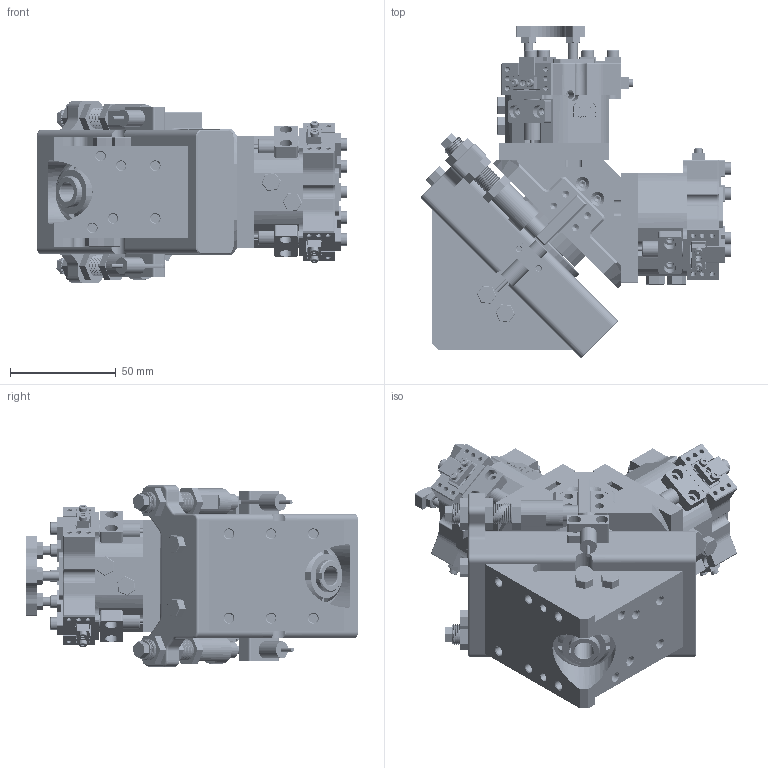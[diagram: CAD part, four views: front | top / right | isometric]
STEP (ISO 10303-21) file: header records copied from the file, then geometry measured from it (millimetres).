
FILE_DESCRIPTION (( 'STEP AP203' ), '1' );
FILE_NAME ('TG12-TZ33-60-180¡ã.STEP', '2024-12-20T05:53:23', ( 'USER-' ), ( 'Microsoft' ), 'SwSTEP 2.0', 'SolidWorks 2018', '' );
FILE_SCHEMA (( 'CONFIG_CONTROL_DESIGN' ));
Length unit declared in the file: millimetre
Products named in the file (59): TG12-W-G.sldasm-Part-14; TG12-W-G.sldasm-Part-5; 揤輸蚾饜极; TG12-W-G.sldasm-Part-73; TG12-W-G.sldasm-Part-83; 埴翐芛_GB_FASTENER_SCREWS_HSHCS M2X8-N; TZ33-60杅耀.sldasm-Part-4; TG12-W-G.sldasm-Part-69; TG12-TZ33-60-180°; TG12-W-G.sldasm-Part-87; TZ33-60-M-08-A 芢啣; TZ33-60杅耀.sldasm-Part-22; 蟀諉啣6; TG12; TZ33-60杅耀.sldasm-Part-6; TZ33-60杅耀.sldasm-Part-19; TG12-W-G.sldasm-Part-7; 25x12-R3; TZ33-60杅耀.sldasm-Part-26; TG12-W-G.sldasm-Part-81; TG12-W-G.sldasm-Part-80; TG12-W-02-G-B 眻褒輸; TG12-W-G.sldasm-Part-9; TZ33-60; TZ33-60杅耀.sldasm-Part-11; TZ33-60杅耀.sldasm-Part-25; TZ33-60杅耀.sldasm-Part-9; TG12-W-G.sldasm-Part-6; TG12-W-08-A 癹弇輸.step; 12x8-R2; TG12-W-G.sldasm-Part-75; TG12-W-G.sldasm-Part-72; TG12-W-G.sldasm-Part-82; TZ33-60杅耀.sldasm-Part-15; TG12-W-G.sldasm-Part-11; TG12-W-G.sldasm-Part-13; 揤輸杅耀.sldasm-Part-9; TG12-W-G.sldasm-Part-8; TG12-W-G.sldasm-Part-74; TZ33-60杅耀.sldasm-Part-2 ...
Assembly tree (92 placements, depth 4):
  TG12-TZ33-60-180°
    TG12
      TG12-W-G.sldasm-Part-1
      TG12-W-G.sldasm-Part-2
      TG12-W-G.sldasm-Part-4
      TG12-W-G.sldasm-Part-5  x2
      TG12-W-G.sldasm-Part-6
      TG12-W-G.sldasm-Part-7
      TG12-W-G.sldasm-Part-8
      TG12-W-G.sldasm-Part-9
      TG12-W-G.sldasm-Part-10
      TG12-W-G.sldasm-Part-11
      TG12-W-G.sldasm-Part-13
      TG12-W-G.sldasm-Part-14
      TG12-W-G.sldasm-Part-69
      TG12-W-G.sldasm-Part-70
      TG12-W-G.sldasm-Part-71
      TG12-W-G.sldasm-Part-72
      TG12-W-G.sldasm-Part-73
      TG12-W-G.sldasm-Part-74
      TG12-W-G.sldasm-Part-75
      TG12-W-G.sldasm-Part-76
      TG12-W-G.sldasm-Part-77
      TG12-W-G.sldasm-Part-78
      TG12-W-G.sldasm-Part-79
      TG12-W-G.sldasm-Part-80
      TG12-W-G.sldasm-Part-81
      TG12-W-G.sldasm-Part-82
      TG12-W-G.sldasm-Part-83
      TG12-W-G.sldasm-Part-84
      TG12-W-02-G-B 眻褒輸
      TG12-W-G.sldasm-Part-87
      25x12-R3
      TG12-W-08-A 癹弇輸.step
    蟀諉啣6  x2
    TZ33-60-C18杅耀
      TZ33-60杅耀.sldasm-Part-1
      TZ33-60杅耀.sldasm-Part-2
      TZ33-60杅耀.sldasm-Part-3
      TZ33-60杅耀.sldasm-Part-4
      TZ33-60杅耀.sldasm-Part-5
      TZ33-60杅耀.sldasm-Part-6
      TZ33-60杅耀.sldasm-Part-9
      TZ33-60杅耀.sldasm-Part-11
      TZ33-60杅耀.sldasm-Part-15  x2
      TZ33-60杅耀.sldasm-Part-19
      TZ33-60杅耀.sldasm-Part-22
      TZ33-60杅耀.sldasm-Part-24
      TZ33-60杅耀.sldasm-Part-25
      TZ33-60杅耀.sldasm-Part-26
      TZ33-60杅耀.sldasm-Part-29  x3
      GB╱T 6170-2015[1型六角螺母M4]  x3
      TZ33-60-M-08-A 芢啣
      TZ33-60-菁裔啣
      揤輸蚾饜极  x3
        揤輸杅耀.sldasm-Part-9
        埴翐芛_GB_FASTENER_SCREWS_HSHCS M2X8-N
      12x8-R2
    TZ33-60
      TZ33-60杅耀.sldasm-Part-1
Bounding box: 147.11 x 157.26 x 86 mm (x, y, z)
Volume: 603142.8 mm3; surface area: 180738.7 mm2
Topology: 99 solids, 105 shells, 5202 faces, 13235 edges, 8482 vertices
Faces by surface type: plane 2395, cylinder 1627, cone 661, bspline 469, torus 46, sphere 4
Entity records: 140339 total; most frequent: CARTESIAN_POINT 57571, ORIENTED_EDGE 16238, DIRECTION 14722, EDGE_CURVE 8119, VERTEX_POINT 5261, AXIS2_PLACEMENT_3D 5027, LINE 4668, VECTOR 4668
